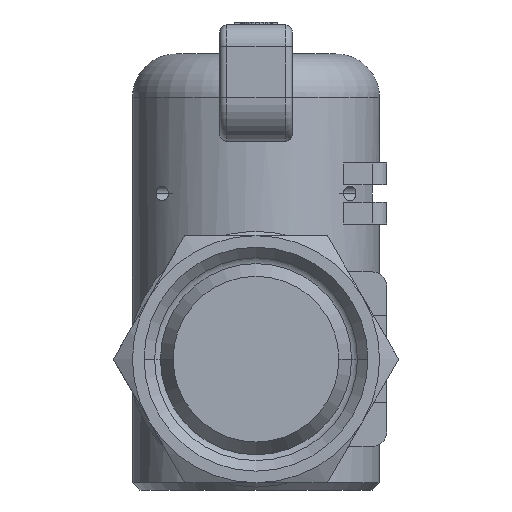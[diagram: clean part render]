
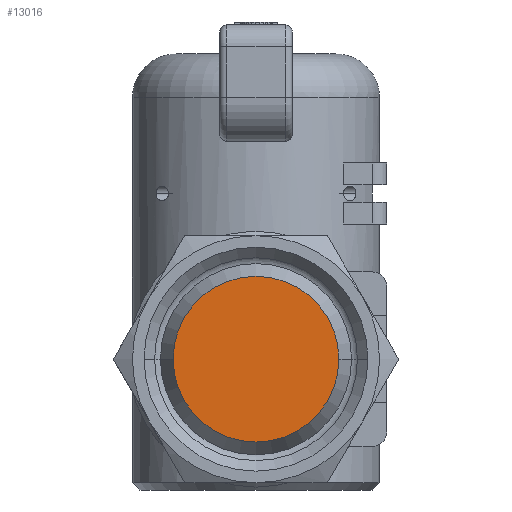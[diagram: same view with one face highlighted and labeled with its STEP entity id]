
A CAD part, front view. The second image highlights one B-rep face of the part: STEP entity #13016.
In plain terms, the highlighted face is planar.
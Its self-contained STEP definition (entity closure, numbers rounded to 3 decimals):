
#12938=CARTESIAN_POINT('',(20.636,5.73,22.0));
#12939=VERTEX_POINT('',#12938);
#12947=CARTESIAN_POINT('',(32.038,5.73,22.0));
#12948=VERTEX_POINT('',#12947);
#12955=CARTESIAN_POINT('',(26.337,5.73,22.0));
#12956=DIRECTION('',(0.0,0.0,-1.0));
#12957=DIRECTION('',(-1.0,0.0,0.0));
#12958=AXIS2_PLACEMENT_3D('',#12955,#12956,#12957);
#12959=CIRCLE('',#12958,5.701);
#12960=EDGE_CURVE('',#12948,#12939,#12959,.T.);
#12971=CARTESIAN_POINT('',(26.337,5.73,22.0));
#12972=DIRECTION('',(0.0,0.0,-1.0));
#12973=DIRECTION('',(-1.0,0.0,0.0));
#12974=AXIS2_PLACEMENT_3D('',#12971,#12972,#12973);
#12975=CIRCLE('',#12974,5.701);
#12976=EDGE_CURVE('',#12939,#12948,#12975,.T.);
#13007=CARTESIAN_POINT('',(26.337,5.73,22.0));
#13008=DIRECTION('',(0.0,0.0,1.0));
#13009=DIRECTION('',(1.0,0.0,0.0));
#13010=AXIS2_PLACEMENT_3D('',#13007,#13008,#13009);
#13011=PLANE('',#13010);
#13012=ORIENTED_EDGE('',*,*,#12960,.F.);
#13013=ORIENTED_EDGE('',*,*,#12976,.F.);
#13014=EDGE_LOOP('',(#13012,#13013));
#13015=FACE_OUTER_BOUND('',#13014,.T.);
#13016=ADVANCED_FACE('',(#13015),#13011,.T.);
